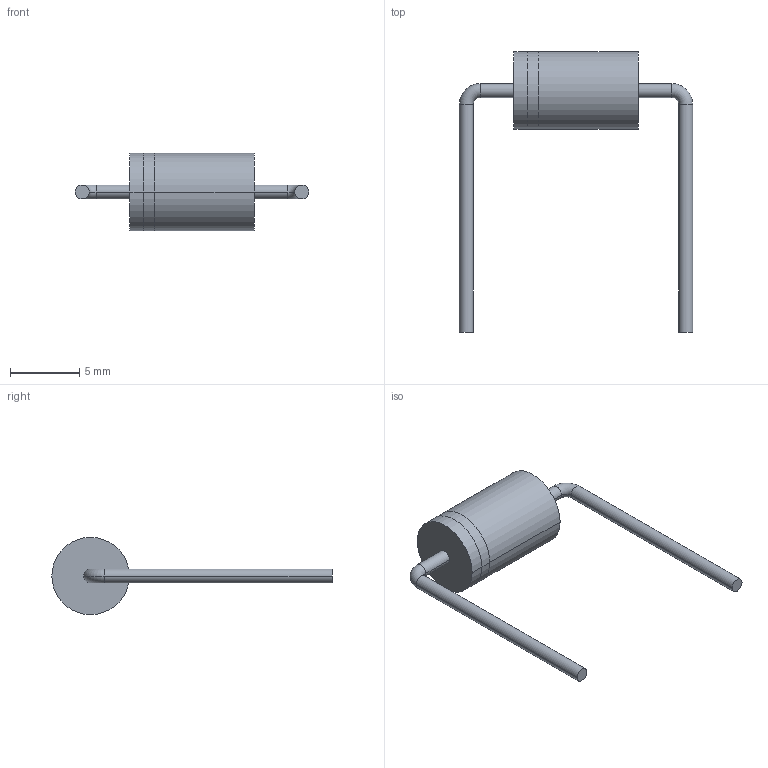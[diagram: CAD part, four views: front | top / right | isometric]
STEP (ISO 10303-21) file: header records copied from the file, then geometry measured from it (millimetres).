
FILE_DESCRIPTION (( 'STEP AP214' ), '1' );
FILE_NAME ('1.5KE6.8A.STEP', '2022-01-21T10:46:30', ( '' ), ( '' ), 'SwSTEP 2.0', 'SolidWorks 2020', '' );
FILE_SCHEMA (( 'AUTOMOTIVE_DESIGN' ));
Length unit declared in the file: millimetre
Products named in the file (1): 1.5KE6.8A
Bounding box: 16.87 x 20.27 x 5.6 mm (x, y, z)
Volume: 254.5 mm3; surface area: 385.8 mm2
Topology: 4 solids, 4 shells, 32 faces, 58 edges, 36 vertices
Faces by surface type: cylinder 18, plane 10, torus 4
Entity records: 863 total; most frequent: DIRECTION 164, CARTESIAN_POINT 127, ORIENTED_EDGE 116, AXIS2_PLACEMENT_3D 73, EDGE_CURVE 58, CIRCLE 40, EDGE_LOOP 36, VERTEX_POINT 36
